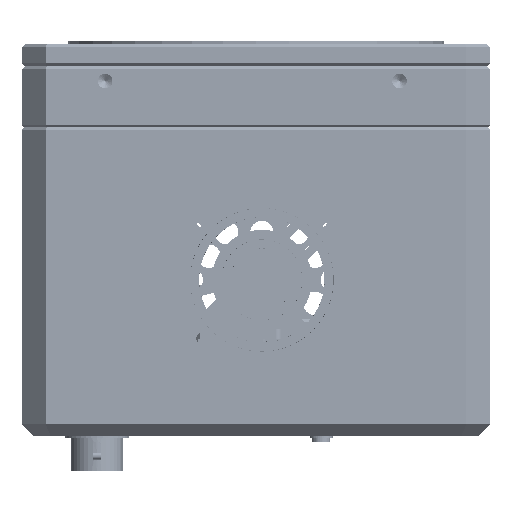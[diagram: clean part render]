
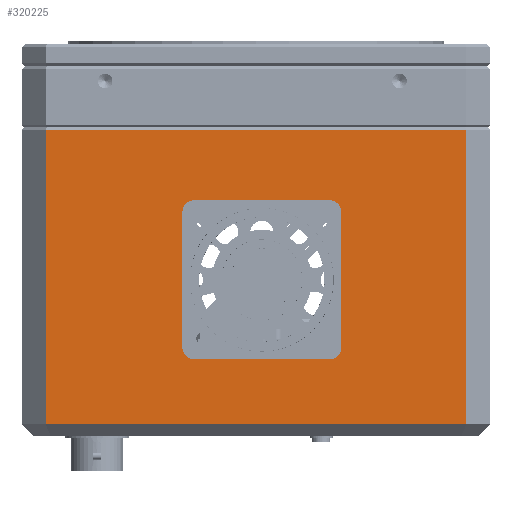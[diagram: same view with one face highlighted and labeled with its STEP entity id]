
A CAD part, left-side view. The second image highlights one B-rep face of the part: STEP entity #320225.
In plain terms, the highlighted planar face has unit normal (-1, 0, 0).
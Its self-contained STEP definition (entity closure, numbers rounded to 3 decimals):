
#949 = DIRECTION ( 'NONE',  ( 0., 1., 0. ) ) ;
#1968 = VECTOR ( 'NONE', #344844, 1000. ) ;
#4363 = DIRECTION ( 'NONE',  ( 0., 0., -1. ) ) ;
#7847 = CARTESIAN_POINT ( 'NONE',  ( -42.5, 35.705, -43.563 ) ) ;
#21052 = DIRECTION ( 'NONE',  ( 0., -1., 0. ) ) ;
#25142 = ORIENTED_EDGE ( 'NONE', *, *, #80157, .F. ) ;
#29282 = PLANE ( 'NONE',  #168256 ) ;
#29501 = LINE ( 'NONE', #77445, #199946 ) ;
#30499 = ORIENTED_EDGE ( 'NONE', *, *, #124687, .T. ) ;
#31043 = FACE_OUTER_BOUND ( 'NONE', #203311, .T. ) ;
#41314 = ORIENTED_EDGE ( 'NONE', *, *, #165226, .T. ) ;
#43225 = CARTESIAN_POINT ( 'NONE',  ( -42.5, -14.5, -5.54 ) ) ;
#45999 = CARTESIAN_POINT ( 'NONE',  ( -42.5, 10.5, -30.54 ) ) ;
#47134 = CIRCLE ( 'NONE', #126524, 2. ) ;
#49848 = VERTEX_POINT ( 'NONE', #181018 ) ;
#52282 = CARTESIAN_POINT ( 'NONE',  ( -42.5, -35.705, -41.563 ) ) ;
#54709 = ORIENTED_EDGE ( 'NONE', *, *, #207897, .T. ) ;
#54837 = DIRECTION ( 'NONE',  ( 0., 0., 1. ) ) ;
#57879 = CARTESIAN_POINT ( 'NONE',  ( -42.5, -12.5, -5.54 ) ) ;
#59875 = DIRECTION ( 'NONE',  ( 1., 0., 0. ) ) ;
#60852 = CARTESIAN_POINT ( 'NONE',  ( -42.5, -14.5, -28.54 ) ) ;
#60992 = CARTESIAN_POINT ( 'NONE',  ( -42.5, 10.5, -3.54 ) ) ;
#61006 = EDGE_LOOP ( 'NONE', ( #25142, #54709, #143326, #175435, #193970, #300571, #164656, #196578 ) ) ;
#63266 = VECTOR ( 'NONE', #82590, 1000. ) ;
#65230 = EDGE_CURVE ( 'NONE', #284492, #49848, #29501, .T. ) ;
#65884 = VERTEX_POINT ( 'NONE', #232608 ) ;
#67115 = ORIENTED_EDGE ( 'NONE', *, *, #174269, .T. ) ;
#70785 = LINE ( 'NONE', #212342, #290567 ) ;
#73740 = VERTEX_POINT ( 'NONE', #273027 ) ;
#77445 = CARTESIAN_POINT ( 'NONE',  ( -42.5, 35.705, 8.46 ) ) ;
#80157 = EDGE_CURVE ( 'NONE', #73740, #245008, #288284, .T. ) ;
#80408 = ORIENTED_EDGE ( 'NONE', *, *, #65230, .T. ) ;
#81415 = CARTESIAN_POINT ( 'NONE',  ( -42.5, -14.5, -30.54 ) ) ;
#82590 = DIRECTION ( 'NONE',  ( 0., 0., 1. ) ) ;
#89992 = VERTEX_POINT ( 'NONE', #225391 ) ;
#97004 = CARTESIAN_POINT ( 'NONE',  ( -42.5, 12.5, -30.54 ) ) ;
#107362 = CARTESIAN_POINT ( 'NONE',  ( -42.5, -35.705, 8.96 ) ) ;
#109656 = VERTEX_POINT ( 'NONE', #45999 ) ;
#124687 = EDGE_CURVE ( 'NONE', #65884, #284492, #319983, .T. ) ;
#126524 = AXIS2_PLACEMENT_3D ( 'NONE', #139577, #59875, #247608 ) ;
#129796 = AXIS2_PLACEMENT_3D ( 'NONE', #286311, #208354, #155195 ) ;
#135615 = FACE_BOUND ( 'NONE', #61006, .T. ) ;
#135839 = DIRECTION ( 'NONE',  ( 0., -1., 0. ) ) ;
#139577 = CARTESIAN_POINT ( 'NONE',  ( -42.5, 10.5, -28.54 ) ) ;
#143326 = ORIENTED_EDGE ( 'NONE', *, *, #290127, .F. ) ;
#146026 = VERTEX_POINT ( 'NONE', #60992 ) ;
#148200 = AXIS2_PLACEMENT_3D ( 'NONE', #57879, #325352, #135839 ) ;
#153552 = AXIS2_PLACEMENT_3D ( 'NONE', #294410, #159801, #320976 ) ;
#155195 = DIRECTION ( 'NONE',  ( 0., -1., 0. ) ) ;
#159801 = DIRECTION ( 'NONE',  ( 1., 0., 0. ) ) ;
#160355 = DIRECTION ( 'NONE',  ( 0., -1., 0. ) ) ;
#164656 = ORIENTED_EDGE ( 'NONE', *, *, #214497, .F. ) ;
#165226 = EDGE_CURVE ( 'NONE', #49848, #186821, #169147, .T. ) ;
#168256 = AXIS2_PLACEMENT_3D ( 'NONE', #326875, #271972, #949 ) ;
#169147 = LINE ( 'NONE', #7847, #286751 ) ;
#172169 = EDGE_CURVE ( 'NONE', #89992, #254756, #210389, .T. ) ;
#174269 = EDGE_CURVE ( 'NONE', #186821, #65884, #294955, .T. ) ;
#175435 = ORIENTED_EDGE ( 'NONE', *, *, #172169, .T. ) ;
#181018 = CARTESIAN_POINT ( 'NONE',  ( -42.5, 35.705, 8.46 ) ) ;
#186821 = VERTEX_POINT ( 'NONE', #285980 ) ;
#193970 = ORIENTED_EDGE ( 'NONE', *, *, #245271, .F. ) ;
#196578 = ORIENTED_EDGE ( 'NONE', *, *, #310439, .T. ) ;
#197199 = VECTOR ( 'NONE', #221845, 1000. ) ;
#199946 = VECTOR ( 'NONE', #321820, 1000. ) ;
#203311 = EDGE_LOOP ( 'NONE', ( #30499, #80408, #41314, #67115 ) ) ;
#207897 = EDGE_CURVE ( 'NONE', #73740, #146026, #283520, .T. ) ;
#208354 = DIRECTION ( 'NONE',  ( 1., 0., 0. ) ) ;
#210389 = CIRCLE ( 'NONE', #148200, 2. ) ;
#212342 = CARTESIAN_POINT ( 'NONE',  ( -42.5, 12.5, -30.54 ) ) ;
#214497 = EDGE_CURVE ( 'NONE', #109656, #244774, #70785, .T. ) ;
#216044 = LINE ( 'NONE', #81415, #344186 ) ;
#220138 = CIRCLE ( 'NONE', #129796, 2. ) ;
#221845 = DIRECTION ( 'NONE',  ( 0., 1., 0. ) ) ;
#225391 = CARTESIAN_POINT ( 'NONE',  ( -42.5, -12.5, -3.54 ) ) ;
#226948 = CARTESIAN_POINT ( 'NONE',  ( -42.5, 12.5, -28.54 ) ) ;
#232608 = CARTESIAN_POINT ( 'NONE',  ( -42.5, -35.705, -41.563 ) ) ;
#232631 = VECTOR ( 'NONE', #160355, 1000. ) ;
#244774 = VERTEX_POINT ( 'NONE', #345773 ) ;
#245008 = VERTEX_POINT ( 'NONE', #226948 ) ;
#245271 = EDGE_CURVE ( 'NONE', #340515, #254756, #216044, .T. ) ;
#246957 = EDGE_CURVE ( 'NONE', #340515, #244774, #220138, .T. ) ;
#247608 = DIRECTION ( 'NONE',  ( 0., -1., 0. ) ) ;
#250162 = LINE ( 'NONE', #251882, #197199 ) ;
#251882 = CARTESIAN_POINT ( 'NONE',  ( -42.5, 12.5, -3.54 ) ) ;
#254756 = VERTEX_POINT ( 'NONE', #43225 ) ;
#263317 = CARTESIAN_POINT ( 'NONE',  ( -42.5, -35.705, 8.46 ) ) ;
#271972 = DIRECTION ( 'NONE',  ( 1., 0., 0. ) ) ;
#273027 = CARTESIAN_POINT ( 'NONE',  ( -42.5, 12.5, -5.54 ) ) ;
#283520 = CIRCLE ( 'NONE', #153552, 2. ) ;
#284492 = VERTEX_POINT ( 'NONE', #263317 ) ;
#285980 = CARTESIAN_POINT ( 'NONE',  ( -42.5, 35.705, -41.563 ) ) ;
#286311 = CARTESIAN_POINT ( 'NONE',  ( -42.5, -12.5, -28.54 ) ) ;
#286751 = VECTOR ( 'NONE', #4363, 1000. ) ;
#288284 = LINE ( 'NONE', #97004, #1968 ) ;
#290127 = EDGE_CURVE ( 'NONE', #89992, #146026, #250162, .T. ) ;
#290567 = VECTOR ( 'NONE', #21052, 1000. ) ;
#294410 = CARTESIAN_POINT ( 'NONE',  ( -42.5, 10.5, -5.54 ) ) ;
#294955 = LINE ( 'NONE', #52282, #232631 ) ;
#300571 = ORIENTED_EDGE ( 'NONE', *, *, #246957, .T. ) ;
#310439 = EDGE_CURVE ( 'NONE', #109656, #245008, #47134, .T. ) ;
#319983 = LINE ( 'NONE', #107362, #63266 ) ;
#320225 = ADVANCED_FACE ( 'NONE', ( #31043, #135615 ), #29282, .F. ) ;
#320976 = DIRECTION ( 'NONE',  ( 0., -1., 0. ) ) ;
#321820 = DIRECTION ( 'NONE',  ( 0., 1., 0. ) ) ;
#325352 = DIRECTION ( 'NONE',  ( 1., 0., 0. ) ) ;
#326875 = CARTESIAN_POINT ( 'NONE',  ( -42.5, 39.705, -43.563 ) ) ;
#340515 = VERTEX_POINT ( 'NONE', #60852 ) ;
#344186 = VECTOR ( 'NONE', #54837, 1000. ) ;
#344844 = DIRECTION ( 'NONE',  ( 0., 0., -1. ) ) ;
#345773 = CARTESIAN_POINT ( 'NONE',  ( -42.5, -12.5, -30.54 ) ) ;
